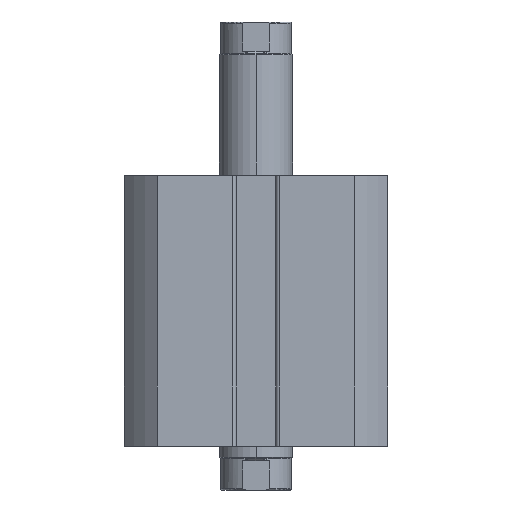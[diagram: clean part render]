
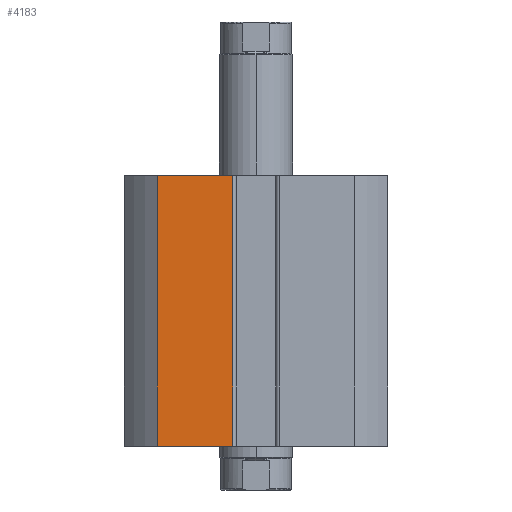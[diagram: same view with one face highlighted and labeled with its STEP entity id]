
A CAD part, front view. The second image highlights one B-rep face of the part: STEP entity #4183.
In plain terms, the highlighted planar face has unit normal (0, -1, 0).
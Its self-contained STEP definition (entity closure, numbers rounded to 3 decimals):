
#55 = PLANE ( 'NONE',  #4893 ) ;
#552 = CARTESIAN_POINT ( 'NONE',  ( -18., -18., 37. ) ) ;
#615 = DIRECTION ( 'NONE',  ( 0., 0., 1. ) ) ;
#616 = DIRECTION ( 'NONE',  ( 0., 1., 0. ) ) ;
#1227 = ORIENTED_EDGE ( 'NONE', *, *, #4588, .F. ) ;
#1228 = ORIENTED_EDGE ( 'NONE', *, *, #4557, .T. ) ;
#1229 = ORIENTED_EDGE ( 'NONE', *, *, #4609, .T. ) ;
#1230 = ORIENTED_EDGE ( 'NONE', *, *, #4556, .F. ) ;
#1739 = EDGE_LOOP ( 'NONE', ( #1230, #1229, #1228, #1227 ) ) ;
#2112 = CARTESIAN_POINT ( 'NONE',  ( -13.5, -18., 0. ) ) ;
#2116 = DIRECTION ( 'NONE',  ( 0., 0., 1. ) ) ;
#2118 = CARTESIAN_POINT ( 'NONE',  ( -3.2, -18., 37. ) ) ;
#2119 = DIRECTION ( 'NONE',  ( 0., 0., 1. ) ) ;
#2183 = CARTESIAN_POINT ( 'NONE',  ( -18., -18., 37. ) ) ;
#2192 = DIRECTION ( 'NONE',  ( 1., 0., 0. ) ) ;
#2243 = CARTESIAN_POINT ( 'NONE',  ( -18., -18., 0. ) ) ;
#2244 = DIRECTION ( 'NONE',  ( 1., 0., 0. ) ) ;
#3286 = FACE_OUTER_BOUND ( 'NONE', #1739, .T. ) ;
#3393 = VERTEX_POINT ( 'NONE', #3877 ) ;
#3686 = VERTEX_POINT ( 'NONE', #3828 ) ;
#3693 = VERTEX_POINT ( 'NONE', #3823 ) ;
#3796 = CARTESIAN_POINT ( 'NONE',  ( -3.2, -18., 37. ) ) ;
#3823 = CARTESIAN_POINT ( 'NONE',  ( -13.5, -18., 0. ) ) ;
#3828 = CARTESIAN_POINT ( 'NONE',  ( -3.2, -18., 0. ) ) ;
#3857 = VERTEX_POINT ( 'NONE', #3796 ) ;
#3877 = CARTESIAN_POINT ( 'NONE',  ( -13.5, -18., 37. ) ) ;
#4183 = ADVANCED_FACE ( 'NONE', ( #3286 ), #55, .F. ) ;
#4556 = EDGE_CURVE ( 'NONE', #3693, #3393, #5671, .T. ) ;
#4557 = EDGE_CURVE ( 'NONE', #3686, #3857, #5674, .T. ) ;
#4588 = EDGE_CURVE ( 'NONE', #3393, #3857, #5723, .T. ) ;
#4609 = EDGE_CURVE ( 'NONE', #3693, #3686, #5755, .T. ) ;
#4893 = AXIS2_PLACEMENT_3D ( 'NONE', #552, #616, #615 ) ;
#5671 = LINE ( 'NONE', #2112, #5672 ) ;
#5672 = VECTOR ( 'NONE', #2116, 1000. ) ;
#5674 = LINE ( 'NONE', #2118, #5675 ) ;
#5675 = VECTOR ( 'NONE', #2119, 1000. ) ;
#5709 = VECTOR ( 'NONE', #2192, 1000. ) ;
#5723 = LINE ( 'NONE', #2183, #5709 ) ;
#5753 = VECTOR ( 'NONE', #2244, 1000. ) ;
#5755 = LINE ( 'NONE', #2243, #5753 ) ;
